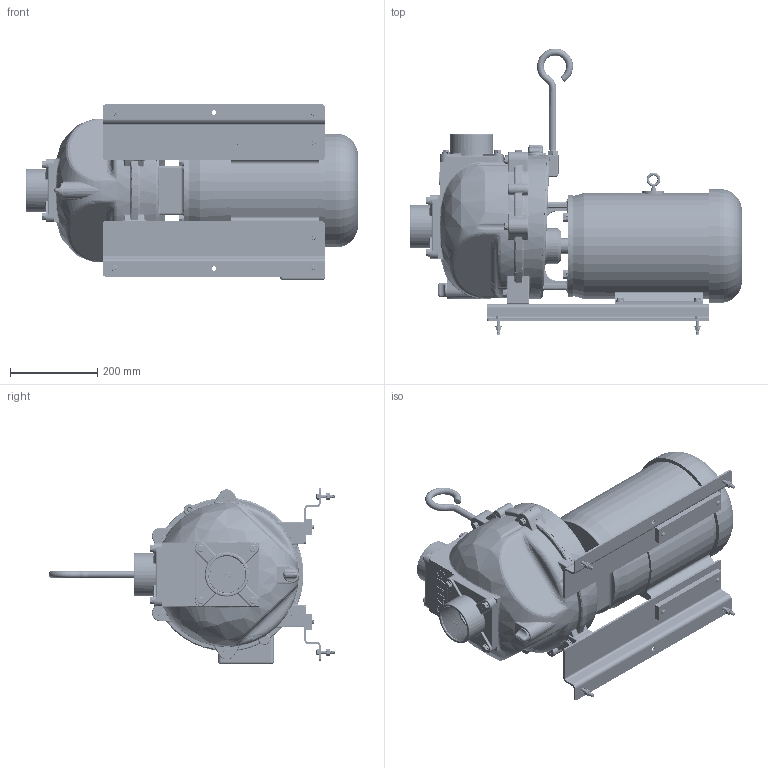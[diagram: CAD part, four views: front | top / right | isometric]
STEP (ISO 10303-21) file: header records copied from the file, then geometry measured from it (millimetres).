
FILE_DESCRIPTION((''),'2;1');
FILE_NAME('333PIE15.stp','2013-04-15T08:58:16',('mclevenger'),(''),'Autodesk Inventor 2013','Autodesk Inventor 2013','');
FILE_SCHEMA(('AUTOMOTIVE_DESIGN { 1 0 10303 214 1 1 1 1 }'));
Length unit declared in the file: inch
Products named in the file (41): 333pie15; 16704A; 16704AX; 16020; BEM15; 16773A; 16765; 16019C; 16702; 16019A; 16019B; V20011SS; V20018; 16733; 16712X; 16011; 16706; 16012; 16015; 16014; 16017; 16018; 16021; 16001; 16003; 18027; 18033; 18034; 18058; 17449; 15025; 17901; 15033A; 15033B; 17704; 13777; 13778; 15752; 17034; V10118 ...
Assembly tree (96 placements, depth 4):
  333pie15
    16704A
      16704AX
      16020  x2
    BEM15
    16773A
    16765
    16019C
    16702
    16019A
    16019B
    V20011SS  x9
    V20018  x13
    16733
      16712X
      16011
      16706
        16012
        16015
        16014
        16017
        16018
        16021
      16001
      16003
      V20018  x8
      18027  x8
    18033
    18034
    18058  x4
    17449  x4
    15025
    17901
    15033A
    15033B
    17704  x4
    13777  x2
    13778  x2
    15752
    17034  x4
    V10118  x4
    V10119  x4
Bounding box: 761.56 x 657.66 x 402.08 mm (x, y, z)
Volume: 27276611.9 mm3; surface area: 2678797.9 mm2
Topology: 93 solids, 93 shells, 8422 faces, 19060 edges, 10872 vertices
Faces by surface type: cylinder 3291, cone 2770, plane 1366, bspline 736, torus 214, sphere 45
Full cylindrical faces by diameter (mm): 6.35 x2, 7.112 x2, 7.798 x21, 9.512 x2, 9.525 x2, 9.728 x1, 9.906 x2, 9.982 x3, 10.16 x8, 10.312 x16, 10.319 x10, 10.414 x6, 10.49 x6, 11.43 x1, 12.7 x6, 14.288 x6, 15.875 x2, 17.78 x2, 18.669 x1, 22.631 x1, 23.368 x1, 23.767 x9, 23.813 x1, 24.13 x1, 25.4 x3, 29.718 x2, 33.274 x2, 34.925 x2, 35.814 x2, 36.513 x1
Entity records: 153655 total; most frequent: CARTESIAN_POINT 74612, ORIENTED_EDGE 16674, DIRECTION 14735, EDGE_CURVE 8337, AXIS2_PLACEMENT_3D 5669, VERTEX_POINT 5139, EDGE_LOOP 4163, FACE_OUTER_BOUND 3623
